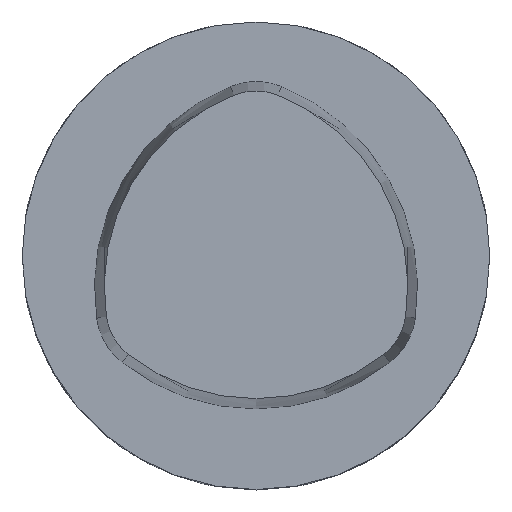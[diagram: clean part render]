
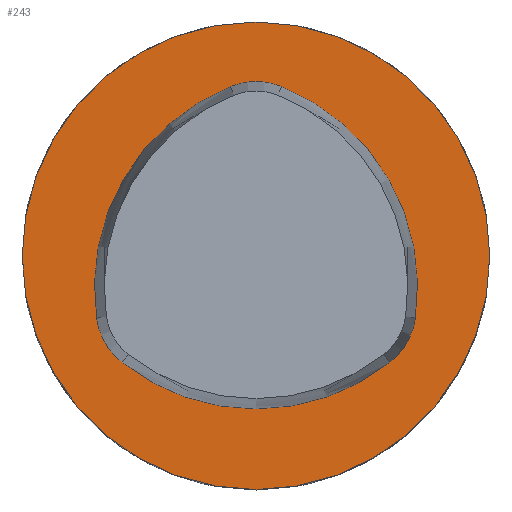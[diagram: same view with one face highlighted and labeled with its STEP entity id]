
A CAD part, top view. The second image highlights one B-rep face of the part: STEP entity #243.
In plain terms, the highlighted planar face has unit normal (0, 0, 1).
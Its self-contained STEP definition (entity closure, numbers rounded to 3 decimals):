
#188=CIRCLE('',#2095,20.);
#243=ADVANCED_FACE('',(#424),#361,.F.);
#361=PLANE('',#2096);
#424=FACE_OUTER_BOUND('',#538,.T.);
#538=EDGE_LOOP('',(#1002));
#1002=ORIENTED_EDGE('',*,*,#1754,.T.);
#1562=VERTEX_POINT('',#2803);
#1754=EDGE_CURVE('',#1562,#1562,#188,.T.);
#2095=AXIS2_PLACEMENT_3D('',#2802,#2306,#2307);
#2096=AXIS2_PLACEMENT_3D('',#2804,#2308,#2309);
#2306=DIRECTION('',(0.,0.,1.));
#2307=DIRECTION('',(1.,0.,0.));
#2308=DIRECTION('',(0.,0.,-1.));
#2309=DIRECTION('',(-1.,0.,0.));
#2802=CARTESIAN_POINT('',(0.,0.,0.));
#2803=CARTESIAN_POINT('',(20.,0.,0.));
#2804=CARTESIAN_POINT('',(9.,0.,0.));
